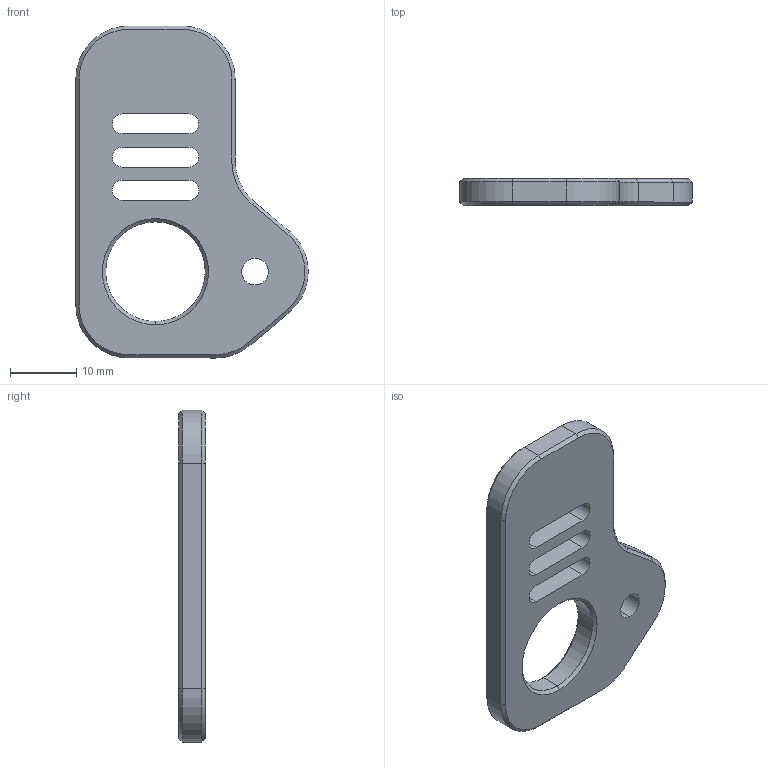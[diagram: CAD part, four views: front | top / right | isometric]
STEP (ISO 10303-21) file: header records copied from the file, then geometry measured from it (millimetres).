
FILE_DESCRIPTION (( 'STEP AP203' ), '1' );
FILE_NAME ('Z-Axis Limit Plate 40pcs.STEP', '2020-08-20T18:18:15', ( '' ), ( '' ), 'SwSTEP 2.0', 'SolidWorks 2019', '' );
FILE_SCHEMA (( 'CONFIG_CONTROL_DESIGN' ));
Length unit declared in the file: millimetre
Products named in the file (1): Z-Axis Limit Plate 40pcs
Bounding box: 35 x 4 x 50 mm (x, y, z)
Volume: 4107.8 mm3; surface area: 3141.7 mm2
Topology: 1 solids, 1 shells, 58 faces, 140 edges, 84 vertices
Faces by surface type: plane 26, cone 16, cylinder 16
Entity records: 1765 total; most frequent: DIRECTION 306, CARTESIAN_POINT 283, ORIENTED_EDGE 280, EDGE_CURVE 140, AXIS2_PLACEMENT_3D 107, VECTOR 92, LINE 92, VERTEX_POINT 84
